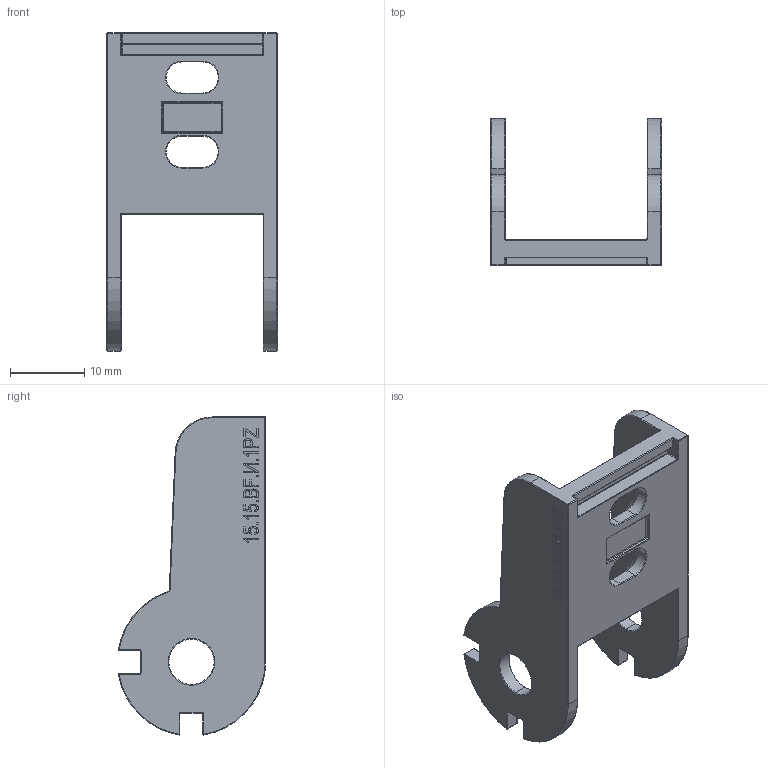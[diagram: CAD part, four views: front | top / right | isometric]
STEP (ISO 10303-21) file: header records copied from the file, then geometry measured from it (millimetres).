
FILE_DESCRIPTION (( 'STEP AP214' ), '1' );
FILE_NAME ('J15BF.1.15.1PZ.STEP', '2018-06-28T15:30:35', ( '' ), ( '' ), 'SwSTEP 2.0', 'SolidWorks 2017', '' );
FILE_SCHEMA (( 'AUTOMOTIVE_DESIGN' ));
Length unit declared in the file: millimetre
Products named in the file (1): J15BF.1.15.1PZ
Bounding box: 23.05 x 19.86 x 42.86 mm (x, y, z)
Volume: 3448 mm3; surface area: 3734.7 mm2
Topology: 1 solids, 1 shells, 407 faces, 993 edges, 582 vertices
Faces by surface type: plane 152, cylinder 119, torus 66, bspline 38, sphere 28, cone 4
Entity records: 15012 total; most frequent: CARTESIAN_POINT 4101, DIRECTION 1941, ORIENTED_EDGE 1922, EDGE_CURVE 961, AXIS2_PLACEMENT_3D 694, VERTEX_POINT 574, VECTOR 553, LINE 553
